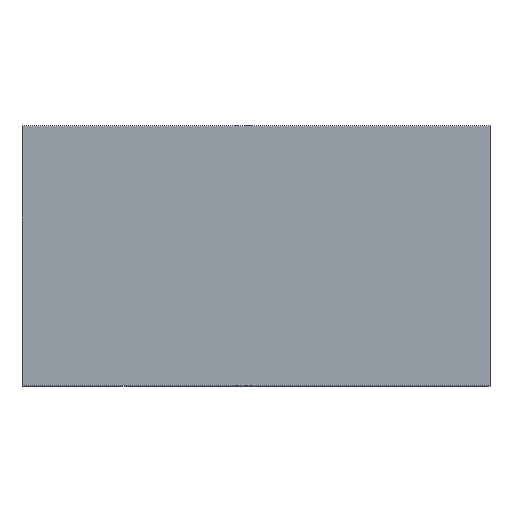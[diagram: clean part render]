
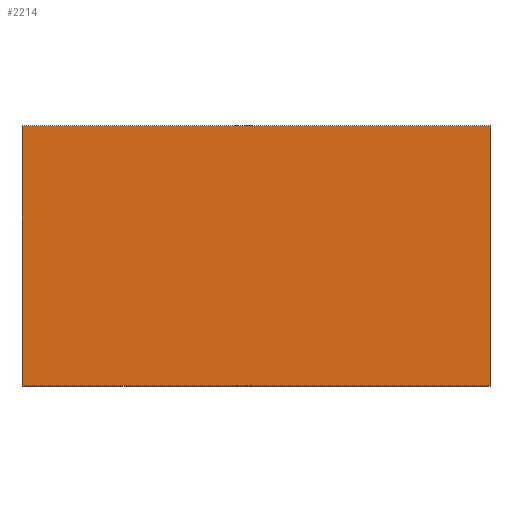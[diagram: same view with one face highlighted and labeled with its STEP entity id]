
A CAD part, top view. The second image highlights one B-rep face of the part: STEP entity #2214.
In plain terms, the highlighted planar face has unit normal (0, 0, 1).
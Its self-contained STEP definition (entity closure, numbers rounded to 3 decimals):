
#235=LINE('',#3578,#374);
#236=LINE('',#3581,#375);
#237=LINE('',#3583,#376);
#238=LINE('',#3585,#377);
#374=VECTOR('',#2605,1000.);
#375=VECTOR('',#2606,1000.);
#376=VECTOR('',#2607,1000.);
#377=VECTOR('',#2608,1000.);
#460=PLANE('',#2308);
#805=ORIENTED_EDGE('',*,*,#1125,.T.);
#806=ORIENTED_EDGE('',*,*,#1126,.F.);
#807=ORIENTED_EDGE('',*,*,#1127,.F.);
#808=ORIENTED_EDGE('',*,*,#1128,.T.);
#1125=EDGE_CURVE('',#1286,#1287,#235,.T.);
#1126=EDGE_CURVE('',#1288,#1287,#236,.T.);
#1127=EDGE_CURVE('',#1289,#1288,#237,.T.);
#1128=EDGE_CURVE('',#1289,#1286,#238,.T.);
#1286=VERTEX_POINT('',#3579);
#1287=VERTEX_POINT('',#3580);
#1288=VERTEX_POINT('',#3582);
#1289=VERTEX_POINT('',#3584);
#1390=EDGE_LOOP('',(#805,#806,#807,#808));
#1495=FACE_BOUND('',#1390,.T.);
#2214=ADVANCED_FACE('',(#1495),#460,.F.);
#2308=AXIS2_PLACEMENT_3D('',#3577,#2603,#2604);
#2603=DIRECTION('',(0.,0.,-1.));
#2604=DIRECTION('',(-1.,0.,0.));
#2605=DIRECTION('',(-1.,0.,0.));
#2606=DIRECTION('',(0.,1.,0.));
#2607=DIRECTION('',(-1.,0.,0.));
#2608=DIRECTION('',(0.,1.,0.));
#3577=CARTESIAN_POINT('',(9.,-5.,7.75));
#3578=CARTESIAN_POINT('',(9.,5.,7.75));
#3579=CARTESIAN_POINT('',(9.,5.,7.75));
#3580=CARTESIAN_POINT('',(-9.,5.,7.75));
#3581=CARTESIAN_POINT('',(-9.,-5.,7.75));
#3582=CARTESIAN_POINT('',(-9.,-5.,7.75));
#3583=CARTESIAN_POINT('',(9.,-5.,7.75));
#3584=CARTESIAN_POINT('',(9.,-5.,7.75));
#3585=CARTESIAN_POINT('',(9.,-5.,7.75));
